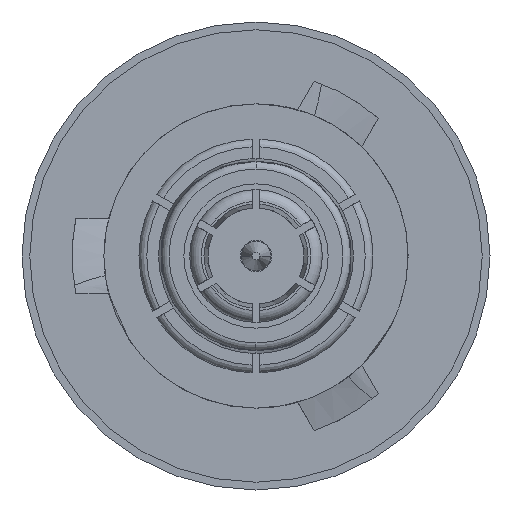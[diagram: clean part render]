
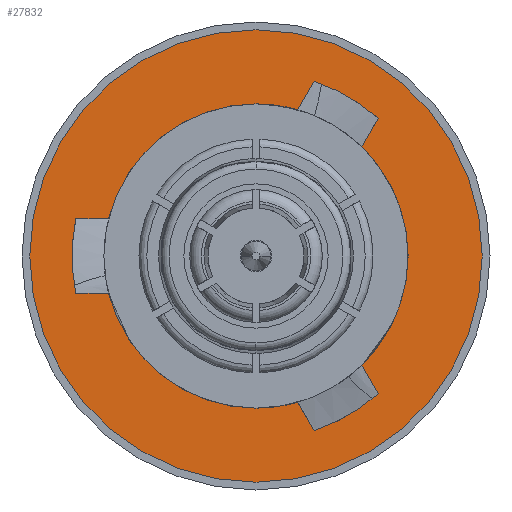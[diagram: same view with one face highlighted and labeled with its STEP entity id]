
A CAD part, left-side view. The second image highlights one B-rep face of the part: STEP entity #27832.
In plain terms, the highlighted face is planar.
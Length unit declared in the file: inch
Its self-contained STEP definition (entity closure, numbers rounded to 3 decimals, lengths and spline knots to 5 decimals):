
#104 = ORIENTED_EDGE ( 'NONE', *, *, #12725, .T. ) ;
#953 = AXIS2_PLACEMENT_3D ( 'NONE', #15616, #20893, #23213 ) ;
#988 = EDGE_CURVE ( 'NONE', #6112, #25535, #17857, .T. ) ;
#1159 = CARTESIAN_POINT ( 'NONE',  ( 0., 0., 0. ) ) ;
#1213 = DIRECTION ( 'NONE',  ( -1., 0., 0. ) ) ;
#1327 = EDGE_CURVE ( 'NONE', #6644, #6112, #17521, .T. ) ;
#1506 = CARTESIAN_POINT ( 'NONE',  ( 0., 0.18913, 0.0475 ) ) ;
#1571 = LINE ( 'NONE', #13012, #29590 ) ;
#1990 = ORIENTED_EDGE ( 'NONE', *, *, #19358, .F. ) ;
#2814 = DIRECTION ( 'NONE',  ( 0., 0., 1. ) ) ;
#3174 = CARTESIAN_POINT ( 'NONE',  ( 0., 0., 0. ) ) ;
#3513 = CARTESIAN_POINT ( 'NONE',  ( 0., 0., 0. ) ) ;
#3787 = EDGE_CURVE ( 'NONE', #26734, #6644, #22986, .T. ) ;
#4129 = CARTESIAN_POINT ( 'NONE',  ( 0., 0., 0.195 ) ) ;
#4249 = AXIS2_PLACEMENT_3D ( 'NONE', #1159, #14732, #20905 ) ;
#4321 = DIRECTION ( 'NONE',  ( -1., 0., 0. ) ) ;
#4368 = CARTESIAN_POINT ( 'NONE',  ( 0., -0.1357, 0.14004 ) ) ;
#4568 = CIRCLE ( 'NONE', #28826, 0.29 ) ;
#5631 = DIRECTION ( 'NONE',  ( -1., 0., 0. ) ) ;
#6112 = VERTEX_POINT ( 'NONE', #25026 ) ;
#6427 = DIRECTION ( 'NONE',  ( -1., 0., 0. ) ) ;
#6644 = VERTEX_POINT ( 'NONE', #7670 ) ;
#6811 = ORIENTED_EDGE ( 'NONE', *, *, #27348, .T. ) ;
#7240 = DIRECTION ( 'NONE',  ( 0., 0., 1. ) ) ;
#7513 = ORIENTED_EDGE ( 'NONE', *, *, #21027, .T. ) ;
#7670 = CARTESIAN_POINT ( 'NONE',  ( 0., -0.15672, -0.17645 ) ) ;
#7907 = ORIENTED_EDGE ( 'NONE', *, *, #14455, .T. ) ;
#8420 = ORIENTED_EDGE ( 'NONE', *, *, #988, .T. ) ;
#8704 = CIRCLE ( 'NONE', #32939, 0.236 ) ;
#9164 = DIRECTION ( 'NONE',  ( -1., 0., 0. ) ) ;
#9572 = CARTESIAN_POINT ( 'NONE',  ( 0., -0.05343, 0.18754 ) ) ;
#10179 = VERTEX_POINT ( 'NONE', #32316 ) ;
#10289 = EDGE_CURVE ( 'NONE', #11216, #10179, #32225, .T. ) ;
#10461 = CARTESIAN_POINT ( 'NONE',  ( 0., 0.195, 0. ) ) ;
#10610 = CARTESIAN_POINT ( 'NONE',  ( 0., 0., 0. ) ) ;
#10640 = VERTEX_POINT ( 'NONE', #10918 ) ;
#10642 = DIRECTION ( 'NONE',  ( -1., 0., 0. ) ) ;
#10759 = AXIS2_PLACEMENT_3D ( 'NONE', #10461, #10642, #23876 ) ;
#10918 = CARTESIAN_POINT ( 'NONE',  ( 0., 0.23117, 0.0475 ) ) ;
#11216 = VERTEX_POINT ( 'NONE', #19731 ) ;
#11722 = LINE ( 'NONE', #33424, #21661 ) ;
#12358 = EDGE_CURVE ( 'NONE', #28122, #20926, #15839, .T. ) ;
#12592 = AXIS2_PLACEMENT_3D ( 'NONE', #13231, #16244, #2814 ) ;
#12623 = CARTESIAN_POINT ( 'NONE',  ( 0., 0., 0. ) ) ;
#12650 = CARTESIAN_POINT ( 'NONE',  ( 0., -0.07445, -0.22395 ) ) ;
#12689 = ORIENTED_EDGE ( 'NONE', *, *, #1327, .T. ) ;
#12725 = EDGE_CURVE ( 'NONE', #22235, #26229, #25459, .T. ) ;
#13012 = CARTESIAN_POINT ( 'NONE',  ( 0., -0.07445, 0.22395 ) ) ;
#13216 = VERTEX_POINT ( 'NONE', #9572 ) ;
#13231 = CARTESIAN_POINT ( 'NONE',  ( 0., 0., 0. ) ) ;
#13538 = AXIS2_PLACEMENT_3D ( 'NONE', #10610, #18359, #7240 ) ;
#13603 = FACE_OUTER_BOUND ( 'NONE', #25724, .T. ) ;
#14035 = CARTESIAN_POINT ( 'NONE',  ( 0., -0.07445, -0.22395 ) ) ;
#14074 = CARTESIAN_POINT ( 'NONE',  ( 0., -0.07445, 0.22395 ) ) ;
#14455 = EDGE_CURVE ( 'NONE', #31129, #28885, #27821, .T. ) ;
#14506 = ORIENTED_EDGE ( 'NONE', *, *, #30249, .F. ) ;
#14582 = LINE ( 'NONE', #12650, #33873 ) ;
#14732 = DIRECTION ( 'NONE',  ( -1., 0., 0. ) ) ;
#14758 = ORIENTED_EDGE ( 'NONE', *, *, #3787, .T. ) ;
#14804 = CIRCLE ( 'NONE', #33428, 0.29 ) ;
#14857 = CARTESIAN_POINT ( 'NONE',  ( 0., -0.15672, -0.17645 ) ) ;
#15390 = DIRECTION ( 'NONE',  ( 0., 0.5, 0.866 ) ) ;
#15616 = CARTESIAN_POINT ( 'NONE',  ( 0., 0., 0. ) ) ;
#15677 = DIRECTION ( 'NONE',  ( 0., -1., 0. ) ) ;
#15839 = LINE ( 'NONE', #34755, #30490 ) ;
#16244 = DIRECTION ( 'NONE',  ( -1., 0., 0. ) ) ;
#16684 = VECTOR ( 'NONE', #15390, 39.37008 ) ;
#17127 = CARTESIAN_POINT ( 'NONE',  ( 0., 0., -0.29 ) ) ;
#17130 = ORIENTED_EDGE ( 'NONE', *, *, #17506, .T. ) ;
#17506 = EDGE_CURVE ( 'NONE', #13216, #31129, #18348, .T. ) ;
#17521 = LINE ( 'NONE', #14857, #16684 ) ;
#17633 = ORIENTED_EDGE ( 'NONE', *, *, #12358, .T. ) ;
#17857 = CIRCLE ( 'NONE', #953, 0.195 ) ;
#18036 = CARTESIAN_POINT ( 'NONE',  ( 0., 0.18913, -0.0475 ) ) ;
#18348 = CIRCLE ( 'NONE', #4249, 0.195 ) ;
#18359 = DIRECTION ( 'NONE',  ( -1., 0., 0. ) ) ;
#18689 = AXIS2_PLACEMENT_3D ( 'NONE', #28141, #6427, #25667 ) ;
#18749 = DIRECTION ( 'NONE',  ( 0., -0.5, 0.866 ) ) ;
#19358 = EDGE_CURVE ( 'NONE', #29486, #20125, #4568, .T. ) ;
#19650 = DIRECTION ( 'NONE',  ( 0., 1., 0. ) ) ;
#19730 = CARTESIAN_POINT ( 'NONE',  ( 0., -0.15672, 0.17645 ) ) ;
#19731 = CARTESIAN_POINT ( 'NONE',  ( 0., 0., -0.195 ) ) ;
#19806 = ORIENTED_EDGE ( 'NONE', *, *, #10289, .T. ) ;
#20041 = DIRECTION ( 'NONE',  ( 0., 0., 1. ) ) ;
#20104 = DIRECTION ( 'NONE',  ( 0., 0., 1. ) ) ;
#20125 = VERTEX_POINT ( 'NONE', #17127 ) ;
#20761 = ORIENTED_EDGE ( 'NONE', *, *, #21656, .T. ) ;
#20893 = DIRECTION ( 'NONE',  ( -1., 0., 0. ) ) ;
#20905 = DIRECTION ( 'NONE',  ( 0., 0., 1. ) ) ;
#20926 = VERTEX_POINT ( 'NONE', #18036 ) ;
#21027 = EDGE_CURVE ( 'NONE', #25535, #22235, #23884, .T. ) ;
#21432 = CIRCLE ( 'NONE', #13538, 0.195 ) ;
#21656 = EDGE_CURVE ( 'NONE', #28885, #10640, #11722, .T. ) ;
#21661 = VECTOR ( 'NONE', #19650, 39.37008 ) ;
#22060 = DIRECTION ( 'NONE',  ( 0., 0., 1. ) ) ;
#22235 = VERTEX_POINT ( 'NONE', #19730 ) ;
#22716 = DIRECTION ( 'NONE',  ( 0., 0., 1. ) ) ;
#22986 = CIRCLE ( 'NONE', #31445, 0.236 ) ;
#23213 = DIRECTION ( 'NONE',  ( 0., 0., 1. ) ) ;
#23432 = EDGE_CURVE ( 'NONE', #10640, #28122, #8704, .T. ) ;
#23669 = EDGE_CURVE ( 'NONE', #26229, #13216, #1571, .T. ) ;
#23805 = DIRECTION ( 'NONE',  ( 0., 0.5, -0.866 ) ) ;
#23876 = DIRECTION ( 'NONE',  ( 0., 0., 1. ) ) ;
#23884 = LINE ( 'NONE', #34646, #26142 ) ;
#24067 = CARTESIAN_POINT ( 'NONE',  ( 0., 0., 0.29 ) ) ;
#24397 = FACE_BOUND ( 'NONE', #31715, .T. ) ;
#24872 = DIRECTION ( 'NONE',  ( 0., 0., 1. ) ) ;
#25026 = CARTESIAN_POINT ( 'NONE',  ( 0., -0.1357, -0.14004 ) ) ;
#25459 = CIRCLE ( 'NONE', #18689, 0.236 ) ;
#25535 = VERTEX_POINT ( 'NONE', #4368 ) ;
#25667 = DIRECTION ( 'NONE',  ( 0., 0., 1. ) ) ;
#25724 = EDGE_LOOP ( 'NONE', ( #1990, #14506 ) ) ;
#26016 = EDGE_CURVE ( 'NONE', #20926, #11216, #21432, .T. ) ;
#26142 = VECTOR ( 'NONE', #18749, 39.37008 ) ;
#26229 = VERTEX_POINT ( 'NONE', #14074 ) ;
#26734 = VERTEX_POINT ( 'NONE', #14035 ) ;
#26848 = CARTESIAN_POINT ( 'NONE',  ( 0., 0., 0. ) ) ;
#27348 = EDGE_CURVE ( 'NONE', #10179, #26734, #14582, .T. ) ;
#27821 = CIRCLE ( 'NONE', #12592, 0.195 ) ;
#27832 = ADVANCED_FACE ( 'NONE', ( #13603, #24397 ), #31999, .F. ) ;
#28122 = VERTEX_POINT ( 'NONE', #34061 ) ;
#28141 = CARTESIAN_POINT ( 'NONE',  ( 0., 0., 0. ) ) ;
#28262 = AXIS2_PLACEMENT_3D ( 'NONE', #3174, #9164, #24872 ) ;
#28533 = DIRECTION ( 'NONE',  ( -1., 0., 0. ) ) ;
#28826 = AXIS2_PLACEMENT_3D ( 'NONE', #26848, #5631, #22060 ) ;
#28885 = VERTEX_POINT ( 'NONE', #1506 ) ;
#29099 = ORIENTED_EDGE ( 'NONE', *, *, #26016, .T. ) ;
#29486 = VERTEX_POINT ( 'NONE', #24067 ) ;
#29590 = VECTOR ( 'NONE', #23805, 39.37008 ) ;
#30249 = EDGE_CURVE ( 'NONE', #20125, #29486, #14804, .T. ) ;
#30468 = ORIENTED_EDGE ( 'NONE', *, *, #23669, .T. ) ;
#30490 = VECTOR ( 'NONE', #15677, 39.37008 ) ;
#31129 = VERTEX_POINT ( 'NONE', #4129 ) ;
#31164 = CARTESIAN_POINT ( 'NONE',  ( 0., 0., 0. ) ) ;
#31365 = DIRECTION ( 'NONE',  ( 0., -0.5, -0.866 ) ) ;
#31445 = AXIS2_PLACEMENT_3D ( 'NONE', #31164, #28533, #22716 ) ;
#31715 = EDGE_LOOP ( 'NONE', ( #14758, #12689, #8420, #7513, #104, #30468, #17130, #7907, #20761, #31853, #17633, #29099, #19806, #6811 ) ) ;
#31853 = ORIENTED_EDGE ( 'NONE', *, *, #23432, .T. ) ;
#31999 = PLANE ( 'NONE',  #10759 ) ;
#32225 = CIRCLE ( 'NONE', #28262, 0.195 ) ;
#32316 = CARTESIAN_POINT ( 'NONE',  ( 0., -0.05343, -0.18754 ) ) ;
#32939 = AXIS2_PLACEMENT_3D ( 'NONE', #3513, #1213, #20104 ) ;
#33424 = CARTESIAN_POINT ( 'NONE',  ( 0., 0.23117, 0.0475 ) ) ;
#33428 = AXIS2_PLACEMENT_3D ( 'NONE', #12623, #4321, #20041 ) ;
#33873 = VECTOR ( 'NONE', #31365, 39.37008 ) ;
#34061 = CARTESIAN_POINT ( 'NONE',  ( 0., 0.23117, -0.0475 ) ) ;
#34646 = CARTESIAN_POINT ( 'NONE',  ( 0., -0.15672, 0.17645 ) ) ;
#34755 = CARTESIAN_POINT ( 'NONE',  ( 0., 0.23117, -0.0475 ) ) ;
